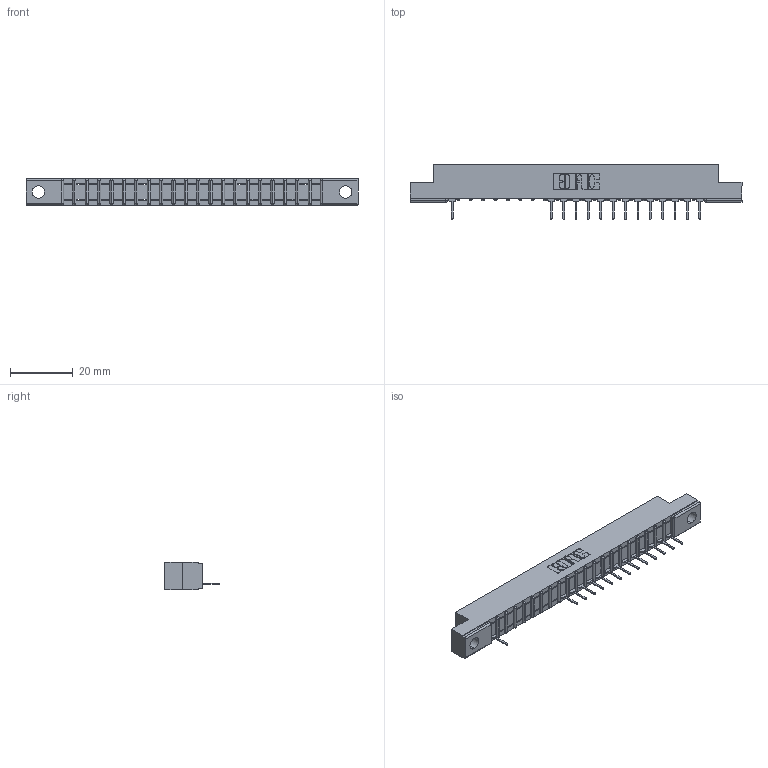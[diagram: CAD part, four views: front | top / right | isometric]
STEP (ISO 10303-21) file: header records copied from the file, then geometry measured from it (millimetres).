
FILE_DESCRIPTION (( 'STEP AP203' ), '1' );
FILE_NAME ('307-021-531-102.STEP', '2018-08-04T02:18:34', ( '' ), ( '' ), 'SwSTEP 2.0', 'SolidWorks 2016', '' );
FILE_SCHEMA (( 'CONFIG_CONTROL_DESIGN' ));
Length unit declared in the file: inch
Products named in the file (3): 307-290-001_531; 307-021-531-102; 307 Part_.128 Dia Mounting Holes
Assembly tree (15 placements, depth 2):
  307-021-531-102
    307 Part_.128 Dia Mounting Holes
    307-290-001_531  x14
Bounding box: 106.22 x 17.42 x 8.71 mm (x, y, z)
Volume: 6493.9 mm3; surface area: 9104 mm2
Topology: 15 solids, 15 shells, 1064 faces, 3039 edges, 1946 vertices
Faces by surface type: plane 672, cylinder 348, sphere 44
Entity records: 20338 total; most frequent: CARTESIAN_POINT 3449, ORIENTED_EDGE 3442, DIRECTION 3359, EDGE_CURVE 1721, VECTOR 1311, LINE 1311, VERTEX_POINT 1114, AXIS2_PLACEMENT_3D 1024
